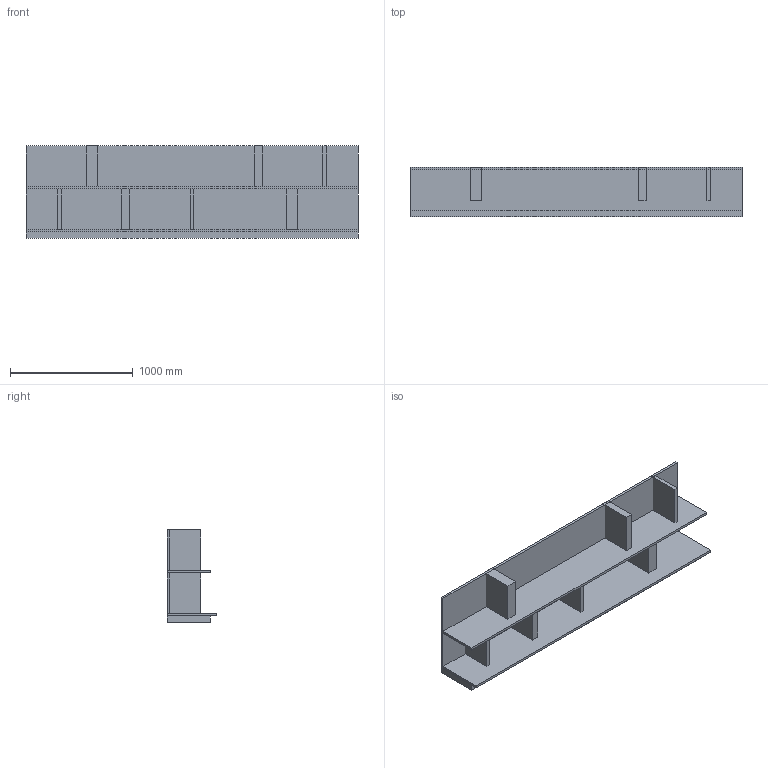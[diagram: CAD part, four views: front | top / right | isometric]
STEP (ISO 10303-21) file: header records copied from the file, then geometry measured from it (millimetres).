
FILE_DESCRIPTION(/* description */ (''),/* implementation_level */ '2;1');
FILE_NAME(/* name */ '9800 Ala libreria 2 ripiani',/* time_stamp */ '2015-04-28T10:47:19+02:00',/* author */ (''),/* organization */ (''),/* preprocessor_version */ 'ST-DEVELOPER v10',/* originating_system */ '',/* authorisation */ '');
FILE_SCHEMA (('CONFIG_CONTROL_DESIGN'));
Length unit declared in the file: millimetre
Products named in the file (1): 1
Bounding box: 2700 x 400 x 750 mm (x, y, z)
Volume: 158203350 mm3; surface area: 12015500 mm2
Topology: 12 solids, 12 shells, 72 faces, 144 edges, 96 vertices
Faces by surface type: bspline 72
Entity records: 1748 total; most frequent: CARTESIAN_POINT 674, ORIENTED_EDGE 288, EDGE_CURVE 144, B_SPLINE_CURVE_WITH_KNOTS 144, VERTEX_POINT 96, ADVANCED_FACE 72, FACE_OUTER_BOUND 72, EDGE_LOOP 72
